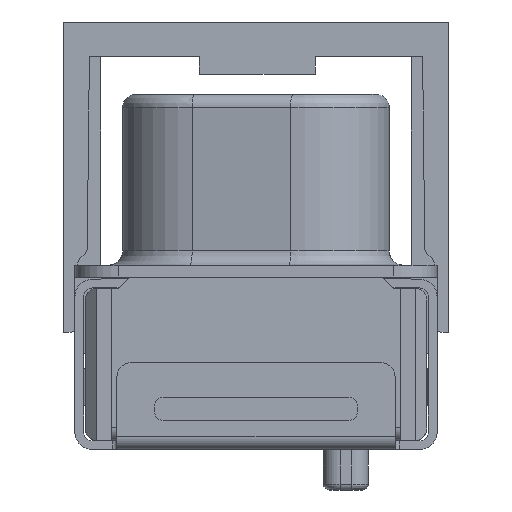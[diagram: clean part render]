
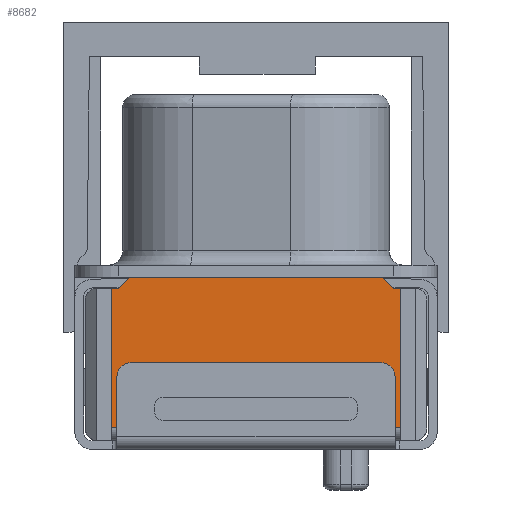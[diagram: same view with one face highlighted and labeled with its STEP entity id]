
A CAD part, front view. The second image highlights one B-rep face of the part: STEP entity #8682.
In plain terms, the highlighted planar face has unit normal (0, -1, 0).
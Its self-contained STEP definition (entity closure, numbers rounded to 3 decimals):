
#7669=FACE_OUTER_BOUND('',#11433,.T.);
#8682=ADVANCED_FACE('',(#7669),#9790,.F.);
#9790=PLANE('',#28642);
#10356=CIRCLE('',#28640,0.5);
#10357=CIRCLE('',#28641,0.5);
#11433=EDGE_LOOP('',(#13170,#13171,#13172,#13173,#13174,#13175,#13176,#13177,
#13178,#13179,#13180,#13181,#13182,#13183));
#13170=ORIENTED_EDGE('',*,*,#20834,.T.);
#13171=ORIENTED_EDGE('',*,*,#20835,.T.);
#13172=ORIENTED_EDGE('',*,*,#20836,.F.);
#13173=ORIENTED_EDGE('',*,*,#20837,.T.);
#13174=ORIENTED_EDGE('',*,*,#20838,.T.);
#13175=ORIENTED_EDGE('',*,*,#20833,.T.);
#13176=ORIENTED_EDGE('',*,*,#20839,.F.);
#13177=ORIENTED_EDGE('',*,*,#20804,.F.);
#13178=ORIENTED_EDGE('',*,*,#20744,.F.);
#13179=ORIENTED_EDGE('',*,*,#20750,.T.);
#13180=ORIENTED_EDGE('',*,*,#20840,.F.);
#13181=ORIENTED_EDGE('',*,*,#20841,.T.);
#13182=ORIENTED_EDGE('',*,*,#20842,.T.);
#13183=ORIENTED_EDGE('',*,*,#20843,.F.);
#18724=VERTEX_POINT('',#36301);
#18725=VERTEX_POINT('',#36303);
#18728=VERTEX_POINT('',#36312);
#18764=VERTEX_POINT('',#36430);
#18784=VERTEX_POINT('',#36494);
#18785=VERTEX_POINT('',#36496);
#18786=VERTEX_POINT('',#36500);
#18787=VERTEX_POINT('',#36501);
#18788=VERTEX_POINT('',#36503);
#18789=VERTEX_POINT('',#36505);
#18790=VERTEX_POINT('',#36507);
#18791=VERTEX_POINT('',#36511);
#18792=VERTEX_POINT('',#36513);
#18793=VERTEX_POINT('',#36515);
#20744=EDGE_CURVE('',#18724,#18725,#23623,.T.);
#20750=EDGE_CURVE('',#18724,#18728,#23628,.T.);
#20804=EDGE_CURVE('',#18725,#18764,#23680,.T.);
#20833=EDGE_CURVE('',#18784,#18785,#23707,.T.);
#20834=EDGE_CURVE('',#18786,#18787,#10356,.T.);
#20835=EDGE_CURVE('',#18787,#18788,#23708,.T.);
#20836=EDGE_CURVE('',#18789,#18788,#23709,.T.);
#20837=EDGE_CURVE('',#18789,#18790,#23710,.T.);
#20838=EDGE_CURVE('',#18790,#18784,#23711,.T.);
#20839=EDGE_CURVE('',#18764,#18785,#23712,.T.);
#20840=EDGE_CURVE('',#18791,#18728,#23713,.T.);
#20841=EDGE_CURVE('',#18791,#18792,#23714,.T.);
#20842=EDGE_CURVE('',#18792,#18793,#10357,.T.);
#20843=EDGE_CURVE('',#18786,#18793,#23715,.T.);
#23623=LINE('',#36302,#25603);
#23628=LINE('',#36313,#25608);
#23680=LINE('',#36429,#25660);
#23707=LINE('',#36497,#25687);
#23708=LINE('',#36502,#25688);
#23709=LINE('',#36504,#25689);
#23710=LINE('',#36506,#25690);
#23711=LINE('',#36508,#25691);
#23712=LINE('',#36509,#25692);
#23713=LINE('',#36510,#25693);
#23714=LINE('',#36512,#25694);
#23715=LINE('',#36516,#25695);
#25603=VECTOR('',#30660,1.);
#25608=VECTOR('',#30669,1.);
#25660=VECTOR('',#30759,1.);
#25687=VECTOR('',#30804,1.);
#25688=VECTOR('',#30809,1.);
#25689=VECTOR('',#30810,1.);
#25690=VECTOR('',#30811,1.);
#25691=VECTOR('',#30812,1.);
#25692=VECTOR('',#30813,1.);
#25693=VECTOR('',#30814,1.);
#25694=VECTOR('',#30815,1.);
#25695=VECTOR('',#30818,1.);
#28640=AXIS2_PLACEMENT_3D('',#36499,#30807,#30808);
#28641=AXIS2_PLACEMENT_3D('',#36514,#30816,#30817);
#28642=AXIS2_PLACEMENT_3D('',#36517,#30819,#30820);
#30660=DIRECTION('',(1.,0.,0.));
#30669=DIRECTION('',(0.,0.,-1.));
#30759=DIRECTION('',(0.707,0.,0.707));
#30804=DIRECTION('',(-0.707,0.,0.707));
#30807=DIRECTION('',(0.,1.,0.));
#30808=DIRECTION('',(0.,0.,1.));
#30809=DIRECTION('',(0.,0.,-1.));
#30810=DIRECTION('',(-1.,0.,0.));
#30811=DIRECTION('',(0.,0.,1.));
#30812=DIRECTION('',(-1.,0.,0.));
#30813=DIRECTION('',(1.,0.,0.));
#30814=DIRECTION('',(-1.,0.,0.));
#30815=DIRECTION('',(0.,0.,1.));
#30816=DIRECTION('',(0.,1.,0.));
#30817=DIRECTION('',(-1.,0.,0.));
#30818=DIRECTION('',(-1.,0.,0.));
#30819=DIRECTION('',(0.,1.,0.));
#30820=DIRECTION('',(1.,0.,0.));
#36301=CARTESIAN_POINT('',(1.25,-19.325,0.7));
#36302=CARTESIAN_POINT('',(1.25,-19.325,0.7));
#36303=CARTESIAN_POINT('',(1.5,-19.325,0.7));
#36312=CARTESIAN_POINT('',(1.25,-19.325,-4.1));
#36313=CARTESIAN_POINT('',(1.25,-19.325,0.7));
#36429=CARTESIAN_POINT('',(1.5,-19.325,0.7));
#36430=CARTESIAN_POINT('',(1.9,-19.325,1.1));
#36494=CARTESIAN_POINT('',(11.,-19.325,0.7));
#36496=CARTESIAN_POINT('',(10.6,-19.325,1.1));
#36497=CARTESIAN_POINT('',(11.,-19.325,0.7));
#36499=CARTESIAN_POINT('',(10.55,-19.325,-2.35));
#36500=CARTESIAN_POINT('',(10.55,-19.325,-1.85));
#36501=CARTESIAN_POINT('',(11.05,-19.325,-2.35));
#36502=CARTESIAN_POINT('',(11.05,-19.325,-2.35));
#36503=CARTESIAN_POINT('',(11.05,-19.325,-4.1));
#36504=CARTESIAN_POINT('',(11.25,-19.325,-4.1));
#36505=CARTESIAN_POINT('',(11.25,-19.325,-4.1));
#36506=CARTESIAN_POINT('',(11.25,-19.325,-4.1));
#36507=CARTESIAN_POINT('',(11.25,-19.325,0.7));
#36508=CARTESIAN_POINT('',(11.25,-19.325,0.7));
#36509=CARTESIAN_POINT('',(1.9,-19.325,1.1));
#36510=CARTESIAN_POINT('',(11.25,-19.325,-4.1));
#36511=CARTESIAN_POINT('',(1.45,-19.325,-4.1));
#36512=CARTESIAN_POINT('',(1.45,-19.325,-4.4));
#36513=CARTESIAN_POINT('',(1.45,-19.325,-2.35));
#36514=CARTESIAN_POINT('',(1.95,-19.325,-2.35));
#36515=CARTESIAN_POINT('',(1.95,-19.325,-1.85));
#36516=CARTESIAN_POINT('',(10.55,-19.325,-1.85));
#36517=CARTESIAN_POINT('',(1.15,-19.325,1.2));
